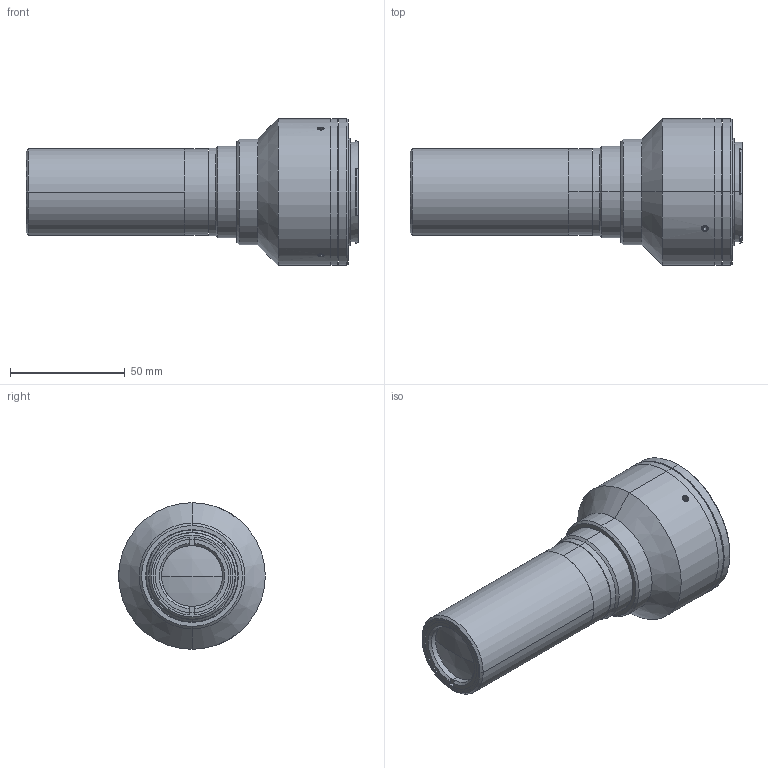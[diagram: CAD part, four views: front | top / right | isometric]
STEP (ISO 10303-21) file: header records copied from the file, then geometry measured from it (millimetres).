
FILE_DESCRIPTION (( 'STEP AP203' ), '1' );
FILE_NAME ('DP71421_TC4MHR016-F.step', '2021-10-04T15:43:28', ( '' ), ( '' ), 'SwSTEP 2.0', 'SolidWorks 2021', '' );
FILE_SCHEMA (( 'CONFIG_CONTROL_DESIGN' ));
Length unit declared in the file: millimetre
Products named in the file (1): DP71421_TC4MHR016-F
Bounding box: 144.82 x 64 x 64 mm (x, y, z)
Surface area: 38019.4 mm2 (no closed solid volume)
Topology: 0 solids, 12 shells, 119 faces, 330 edges, 223 vertices
Faces by surface type: plane 48, cylinder 41, cone 28, sphere 2
Entity records: 4109 total; most frequent: CARTESIAN_POINT 931, DIRECTION 699, ORIENTED_EDGE 552, EDGE_CURVE 330, AXIS2_PLACEMENT_3D 271, VERTEX_POINT 223, LINE 157, VECTOR 157
